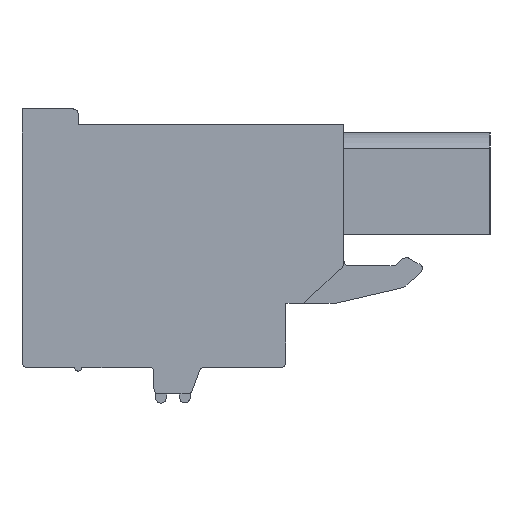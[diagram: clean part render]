
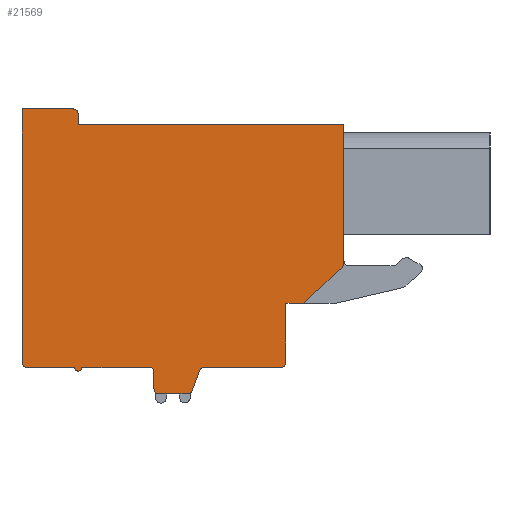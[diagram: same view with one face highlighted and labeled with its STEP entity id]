
A CAD part, left-side view. The second image highlights one B-rep face of the part: STEP entity #21569.
In plain terms, the highlighted planar face has unit normal (-1, 0, 0).
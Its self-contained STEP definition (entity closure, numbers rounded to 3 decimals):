
#818=DIRECTION('',(0.,0.,1.));
#819=VECTOR('',#818,7.87);
#820=CARTESIAN_POINT('',(-102.22,-5.66,-0.91));
#821=LINE('',#820,#819);
#3872=CARTESIAN_POINT('',(-102.22,-5.36,-0.91));
#3873=DIRECTION('',(1.,0.,0.));
#3874=DIRECTION('',(0.,-1.,0.));
#3875=AXIS2_PLACEMENT_3D('',#3872,#3873,#3874);
#3877=DIRECTION('',(0.,0.731,-0.683));
#3878=VECTOR('',#3877,3.018);
#3879=CARTESIAN_POINT('',(-102.22,-5.565,-1.129));
#3880=LINE('',#3879,#3878);
#3881=DIRECTION('',(0.,1.,0.));
#3882=VECTOR('',#3881,1.);
#3883=CARTESIAN_POINT('',(-102.22,-3.36,-3.19));
#3884=LINE('',#3883,#3882);
#3885=DIRECTION('',(0.,0.,-1.));
#3886=VECTOR('',#3885,3.35);
#3887=CARTESIAN_POINT('',(-102.22,-2.36,-3.19));
#3888=LINE('',#3887,#3886);
#3889=CARTESIAN_POINT('',(-102.22,-2.06,-6.54));
#3890=DIRECTION('',(1.,0.,0.));
#3891=DIRECTION('',(0.,-1.,0.));
#3892=AXIS2_PLACEMENT_3D('',#3889,#3890,#3891);
#3894=DIRECTION('',(0.,1.,0.));
#3895=VECTOR('',#3894,4.34);
#3896=CARTESIAN_POINT('',(-102.22,-2.06,-6.84));
#3897=LINE('',#3896,#3895);
#3898=CARTESIAN_POINT('',(-102.22,2.28,-7.14));
#3899=DIRECTION('',(-1.,0.,0.));
#3900=DIRECTION('',(0.,0.,1.));
#3901=AXIS2_PLACEMENT_3D('',#3898,#3899,#3900);
#3903=DIRECTION('',(0.,0.345,-0.939));
#3904=VECTOR('',#3903,1.179);
#3905=CARTESIAN_POINT('',(-102.22,2.562,-7.037));
#3906=LINE('',#3905,#3904);
#3907=CARTESIAN_POINT('',(-102.22,3.25,-8.04));
#3908=DIRECTION('',(1.,0.,0.));
#3909=DIRECTION('',(0.,-0.939,-0.345));
#3910=AXIS2_PLACEMENT_3D('',#3907,#3908,#3909);
#3912=DIRECTION('',(0.,1.,0.));
#3913=VECTOR('',#3912,1.59);
#3914=CARTESIAN_POINT('',(-102.22,3.25,-8.34));
#3915=LINE('',#3914,#3913);
#3916=CARTESIAN_POINT('',(-102.22,4.84,-8.04));
#3917=DIRECTION('',(1.,0.,0.));
#3918=DIRECTION('',(0.,0.,-1.));
#3919=AXIS2_PLACEMENT_3D('',#3916,#3917,#3918);
#3921=DIRECTION('',(0.,0.,1.));
#3922=VECTOR('',#3921,1.);
#3923=CARTESIAN_POINT('',(-102.22,5.14,-8.04));
#3924=LINE('',#3923,#3922);
#3925=CARTESIAN_POINT('',(-102.22,5.34,-7.04));
#3926=DIRECTION('',(-1.,0.,0.));
#3927=DIRECTION('',(0.,-1.,0.));
#3928=AXIS2_PLACEMENT_3D('',#3925,#3926,#3927);
#3930=DIRECTION('',(0.,1.,0.));
#3931=VECTOR('',#3930,3.9);
#3932=CARTESIAN_POINT('',(-102.22,5.34,-6.84));
#3933=LINE('',#3932,#3931);
#3934=CARTESIAN_POINT('',(-102.22,9.44,-6.84));
#3935=DIRECTION('',(1.,0.,0.));
#3936=DIRECTION('',(0.,-1.,0.));
#3937=AXIS2_PLACEMENT_3D('',#3934,#3935,#3936);
#3939=DIRECTION('',(0.,1.,0.));
#3940=VECTOR('',#3939,2.7);
#3941=CARTESIAN_POINT('',(-102.22,9.64,-6.84));
#3942=LINE('',#3941,#3940);
#3943=CARTESIAN_POINT('',(-102.22,12.34,-6.54));
#3944=DIRECTION('',(1.,0.,0.));
#3945=DIRECTION('',(0.,0.,-1.));
#3946=AXIS2_PLACEMENT_3D('',#3943,#3944,#3945);
#3948=DIRECTION('',(0.,0.,1.));
#3949=VECTOR('',#3948,14.4);
#3950=CARTESIAN_POINT('',(-102.22,12.64,-6.54));
#3951=LINE('',#3950,#3949);
#3952=DIRECTION('',(0.,-1.,0.));
#3953=VECTOR('',#3952,2.9);
#3954=CARTESIAN_POINT('',(-102.22,12.64,7.86));
#3955=LINE('',#3954,#3953);
#3956=CARTESIAN_POINT('',(-102.22,9.74,7.56));
#3957=DIRECTION('',(1.,0.,0.));
#3958=DIRECTION('',(0.,0.,1.));
#3959=AXIS2_PLACEMENT_3D('',#3956,#3957,#3958);
#3961=DIRECTION('',(0.,0.,-1.));
#3962=VECTOR('',#3961,0.6);
#3963=CARTESIAN_POINT('',(-102.22,9.44,7.56));
#3964=LINE('',#3963,#3962);
#3965=DIRECTION('',(0.,-1.,0.));
#3966=VECTOR('',#3965,15.1);
#3967=CARTESIAN_POINT('',(-102.22,9.44,6.96));
#3968=LINE('',#3967,#3966);
#12297=CARTESIAN_POINT('',(-102.22,9.44,6.96));
#12298=CARTESIAN_POINT('',(-102.22,-5.66,6.96));
#12299=VERTEX_POINT('',#12297);
#12300=VERTEX_POINT('',#12298);
#12301=CARTESIAN_POINT('',(-102.22,-5.66,-0.91));
#12302=CARTESIAN_POINT('',(-102.22,-5.565,-1.129));
#12303=VERTEX_POINT('',#12301);
#12304=VERTEX_POINT('',#12302);
#12305=CARTESIAN_POINT('',(-102.22,-3.36,-3.19));
#12306=VERTEX_POINT('',#12305);
#12307=CARTESIAN_POINT('',(-102.22,-2.36,-3.19));
#12308=VERTEX_POINT('',#12307);
#12309=CARTESIAN_POINT('',(-102.22,-2.36,-6.54));
#12310=VERTEX_POINT('',#12309);
#12311=CARTESIAN_POINT('',(-102.22,-2.06,-6.84));
#12312=VERTEX_POINT('',#12311);
#12313=CARTESIAN_POINT('',(-102.22,2.28,-6.84));
#12314=VERTEX_POINT('',#12313);
#12315=CARTESIAN_POINT('',(-102.22,2.562,-7.037));
#12316=VERTEX_POINT('',#12315);
#12317=CARTESIAN_POINT('',(-102.22,2.968,-8.143));
#12318=VERTEX_POINT('',#12317);
#12319=CARTESIAN_POINT('',(-102.22,3.25,-8.34));
#12320=VERTEX_POINT('',#12319);
#12321=CARTESIAN_POINT('',(-102.22,4.84,-8.34));
#12322=VERTEX_POINT('',#12321);
#12323=CARTESIAN_POINT('',(-102.22,5.14,-8.04));
#12324=VERTEX_POINT('',#12323);
#12325=CARTESIAN_POINT('',(-102.22,5.14,-7.04));
#12326=VERTEX_POINT('',#12325);
#12327=CARTESIAN_POINT('',(-102.22,5.34,-6.84));
#12328=VERTEX_POINT('',#12327);
#12329=CARTESIAN_POINT('',(-102.22,9.24,-6.84));
#12330=VERTEX_POINT('',#12329);
#12331=CARTESIAN_POINT('',(-102.22,9.64,-6.84));
#12332=VERTEX_POINT('',#12331);
#12333=CARTESIAN_POINT('',(-102.22,12.34,-6.84));
#12334=VERTEX_POINT('',#12333);
#12335=CARTESIAN_POINT('',(-102.22,12.64,-6.54));
#12336=VERTEX_POINT('',#12335);
#12337=CARTESIAN_POINT('',(-102.22,12.64,7.86));
#12338=VERTEX_POINT('',#12337);
#12339=CARTESIAN_POINT('',(-102.22,9.74,7.86));
#12340=VERTEX_POINT('',#12339);
#12341=CARTESIAN_POINT('',(-102.22,9.44,7.56));
#12342=VERTEX_POINT('',#12341);
#21520=CARTESIAN_POINT('',(-102.22,0.,0.));
#21521=DIRECTION('',(1.,0.,0.));
#21522=DIRECTION('',(0.,-1.,0.));
#21523=AXIS2_PLACEMENT_3D('',#21520,#21521,#21522);
#21524=PLANE('',#21523);
#21525=ORIENTED_EDGE('',*,*,#16158,.F.);
#21526=ORIENTED_EDGE('',*,*,#21500,.T.);
#21527=ORIENTED_EDGE('',*,*,#21426,.T.);
#21528=ORIENTED_EDGE('',*,*,#21400,.T.);
#21530=ORIENTED_EDGE('',*,*,#21529,.T.);
#21532=ORIENTED_EDGE('',*,*,#21531,.T.);
#21534=ORIENTED_EDGE('',*,*,#21533,.T.);
#21536=ORIENTED_EDGE('',*,*,#21535,.T.);
#21538=ORIENTED_EDGE('',*,*,#21537,.T.);
#21540=ORIENTED_EDGE('',*,*,#21539,.T.);
#21542=ORIENTED_EDGE('',*,*,#21541,.T.);
#21544=ORIENTED_EDGE('',*,*,#21543,.T.);
#21546=ORIENTED_EDGE('',*,*,#21545,.T.);
#21548=ORIENTED_EDGE('',*,*,#21547,.T.);
#21550=ORIENTED_EDGE('',*,*,#21549,.T.);
#21552=ORIENTED_EDGE('',*,*,#21551,.T.);
#21554=ORIENTED_EDGE('',*,*,#21553,.T.);
#21556=ORIENTED_EDGE('',*,*,#21555,.T.);
#21558=ORIENTED_EDGE('',*,*,#21557,.T.);
#21560=ORIENTED_EDGE('',*,*,#21559,.T.);
#21562=ORIENTED_EDGE('',*,*,#21561,.T.);
#21564=ORIENTED_EDGE('',*,*,#21563,.T.);
#21566=ORIENTED_EDGE('',*,*,#21565,.T.);
#21567=EDGE_LOOP('',(#21525,#21526,#21527,#21528,#21530,#21532,#21534,#21536,
#21538,#21540,#21542,#21544,#21546,#21548,#21550,#21552,#21554,#21556,#21558,
#21560,#21562,#21564,#21566));
#21568=FACE_OUTER_BOUND('',#21567,.F.);
#21569=ADVANCED_FACE('',(#21568),#21524,.F.);
#3876=CIRCLE('',#3875,0.3);
#3893=CIRCLE('',#3892,0.3);
#3902=CIRCLE('',#3901,0.3);
#3911=CIRCLE('',#3910,0.3);
#3920=CIRCLE('',#3919,0.3);
#3929=CIRCLE('',#3928,0.2);
#3938=CIRCLE('',#3937,0.2);
#3947=CIRCLE('',#3946,0.3);
#3960=CIRCLE('',#3959,0.3);
#16158=EDGE_CURVE('',#12303,#12300,#821,.T.);
#21400=EDGE_CURVE('',#12306,#12308,#3884,.T.);
#21426=EDGE_CURVE('',#12304,#12306,#3880,.T.);
#21500=EDGE_CURVE('',#12303,#12304,#3876,.T.);
#21529=EDGE_CURVE('',#12308,#12310,#3888,.T.);
#21531=EDGE_CURVE('',#12310,#12312,#3893,.T.);
#21533=EDGE_CURVE('',#12312,#12314,#3897,.T.);
#21535=EDGE_CURVE('',#12314,#12316,#3902,.T.);
#21537=EDGE_CURVE('',#12316,#12318,#3906,.T.);
#21539=EDGE_CURVE('',#12318,#12320,#3911,.T.);
#21541=EDGE_CURVE('',#12320,#12322,#3915,.T.);
#21543=EDGE_CURVE('',#12322,#12324,#3920,.T.);
#21545=EDGE_CURVE('',#12324,#12326,#3924,.T.);
#21547=EDGE_CURVE('',#12326,#12328,#3929,.T.);
#21549=EDGE_CURVE('',#12328,#12330,#3933,.T.);
#21551=EDGE_CURVE('',#12330,#12332,#3938,.T.);
#21553=EDGE_CURVE('',#12332,#12334,#3942,.T.);
#21555=EDGE_CURVE('',#12334,#12336,#3947,.T.);
#21557=EDGE_CURVE('',#12336,#12338,#3951,.T.);
#21559=EDGE_CURVE('',#12338,#12340,#3955,.T.);
#21561=EDGE_CURVE('',#12340,#12342,#3960,.T.);
#21563=EDGE_CURVE('',#12342,#12299,#3964,.T.);
#21565=EDGE_CURVE('',#12299,#12300,#3968,.T.);
